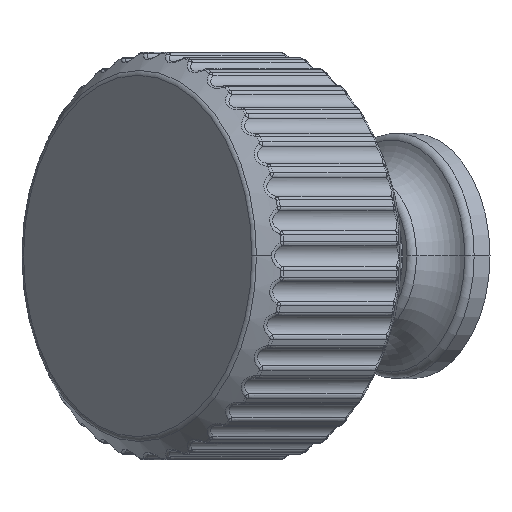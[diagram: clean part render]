
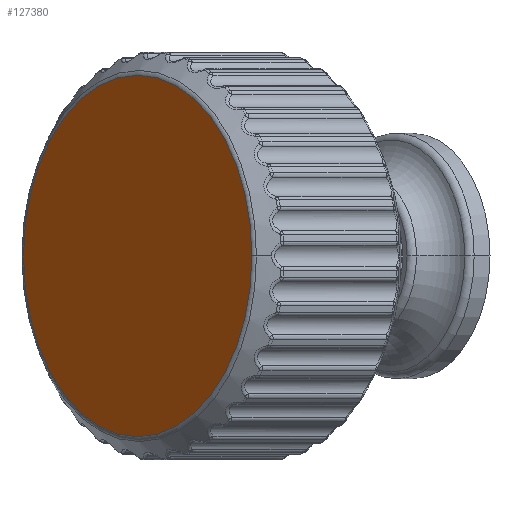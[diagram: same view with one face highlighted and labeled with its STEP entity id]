
A CAD part, left-side view. The second image highlights one B-rep face of the part: STEP entity #127380.
In plain terms, the highlighted planar face has unit normal (-0.631, 0.776, 0).
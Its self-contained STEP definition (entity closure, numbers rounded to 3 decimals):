
#127180=CARTESIAN_POINT('',(-30.395,-26.022,
-145.648));
#127190=DIRECTION('',(0.631,-0.776,
0.));
#127200=DIRECTION('',(0.,0.,1.));
#127210=AXIS2_PLACEMENT_3D('',#127180,#127190,#127200);
#127220=PLANE('',#127210);
#127230=CARTESIAN_POINT('',(-53.664,-44.958,-142.5))
;
#127240=DIRECTION('',(0.631,-0.776,
0.));
#127250=DIRECTION('',(-0.776,-0.631,
0.));
#127260=AXIS2_PLACEMENT_3D('',#127230,#127240,#127250);
#127270=CIRCLE('',#127260,13.269);
#127280=CARTESIAN_POINT('',(-63.956,-53.332,-142.5))
;
#127290=VERTEX_POINT('',#127280);
#127300=CARTESIAN_POINT('',(-43.372,-36.583,-142.5))
;
#127310=VERTEX_POINT('',#127300);
#127320=EDGE_CURVE('',#127290,#127310,#127270,.T.);
#127330=ORIENTED_EDGE('',*,*,#127320,.F.);
#127340=EDGE_CURVE('',#127310,#127290,#127270,.T.);
#127350=ORIENTED_EDGE('',*,*,#127340,.F.);
#127360=EDGE_LOOP('',(#127350,#127330));
#127370=FACE_OUTER_BOUND('',#127360,.T.);
#127380=ADVANCED_FACE('',(#127370),#127220,.F.);
